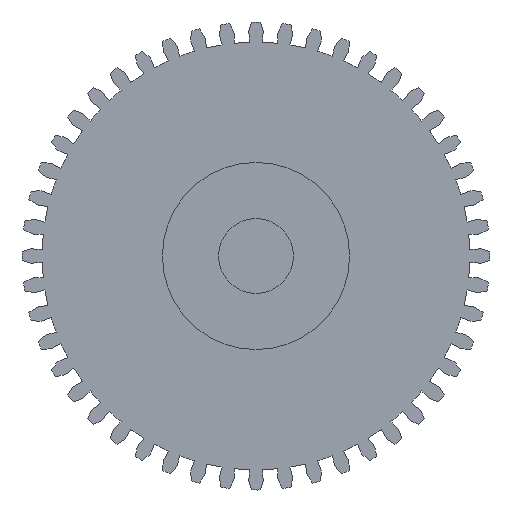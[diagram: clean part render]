
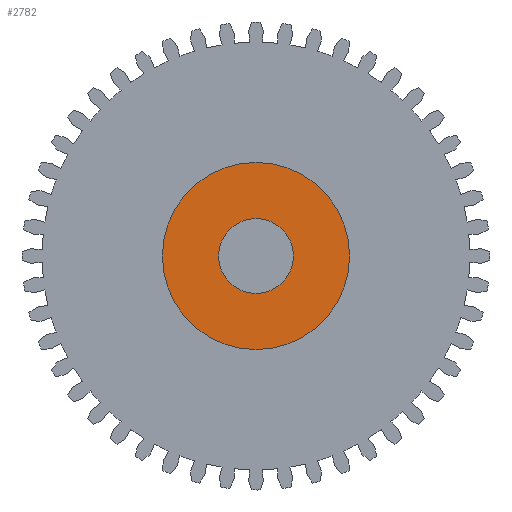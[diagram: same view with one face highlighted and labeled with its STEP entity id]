
A CAD part, front view. The second image highlights one B-rep face of the part: STEP entity #2782.
In plain terms, the highlighted planar face has unit normal (0, -1, 0).
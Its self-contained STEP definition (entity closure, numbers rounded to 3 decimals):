
#193 = CARTESIAN_POINT ( 'NONE',  ( 0., 2.388, 15.875 ) ) ;
#203 = VERTEX_POINT ( 'NONE', #193 ) ;
#210 = CARTESIAN_POINT ( 'NONE',  ( 0., 2.388, 0. ) ) ;
#468 = CARTESIAN_POINT ( 'NONE',  ( 0., 2.388, 0. ) ) ;
#715 = ORIENTED_EDGE ( 'NONE', *, *, #9866, .T. ) ;
#1047 = DIRECTION ( 'NONE',  ( 0., -1., 0. ) ) ;
#1231 = CIRCLE ( 'NONE', #9840, 15.875 ) ;
#1502 = AXIS2_PLACEMENT_3D ( 'NONE', #2322, #10201, #2174 ) ;
#1570 = CIRCLE ( 'NONE', #8504, 6.35 ) ;
#2174 = DIRECTION ( 'NONE',  ( 0., 0., 1. ) ) ;
#2308 = AXIS2_PLACEMENT_3D ( 'NONE', #8990, #4457, #2909 ) ;
#2322 = CARTESIAN_POINT ( 'NONE',  ( 15.875, 2.388, 0. ) ) ;
#2369 = PLANE ( 'NONE',  #1502 ) ;
#2488 = DIRECTION ( 'NONE',  ( 0., 0., -1. ) ) ;
#2782 = ADVANCED_FACE ( 'NONE', ( #7809, #10098 ), #2369, .F. ) ;
#2909 = DIRECTION ( 'NONE',  ( 0., 0., -1. ) ) ;
#2928 = CARTESIAN_POINT ( 'NONE',  ( 0., 2.388, -6.35 ) ) ;
#3555 = EDGE_CURVE ( 'NONE', #203, #9673, #8592, .T. ) ;
#3684 = DIRECTION ( 'NONE',  ( 0., 0., -1. ) ) ;
#4081 = DIRECTION ( 'NONE',  ( 0., 0., -1. ) ) ;
#4457 = DIRECTION ( 'NONE',  ( 0., -1., 0. ) ) ;
#4607 = CARTESIAN_POINT ( 'NONE',  ( 0., 2.388, -15.875 ) ) ;
#4960 = DIRECTION ( 'NONE',  ( 0., -1., 0. ) ) ;
#6067 = CIRCLE ( 'NONE', #8724, 6.35 ) ;
#6235 = ORIENTED_EDGE ( 'NONE', *, *, #3555, .T. ) ;
#6630 = VERTEX_POINT ( 'NONE', #2928 ) ;
#6834 = DIRECTION ( 'NONE',  ( 0., -1., 0. ) ) ;
#7809 = FACE_OUTER_BOUND ( 'NONE', #8456, .T. ) ;
#7877 = ORIENTED_EDGE ( 'NONE', *, *, #9803, .F. ) ;
#7982 = CARTESIAN_POINT ( 'NONE',  ( 0., 2.388, 0. ) ) ;
#8456 = EDGE_LOOP ( 'NONE', ( #715, #6235 ) ) ;
#8504 = AXIS2_PLACEMENT_3D ( 'NONE', #7982, #4960, #2488 ) ;
#8592 = CIRCLE ( 'NONE', #2308, 15.875 ) ;
#8724 = AXIS2_PLACEMENT_3D ( 'NONE', #468, #6834, #3684 ) ;
#8764 = EDGE_CURVE ( 'NONE', #6630, #9150, #6067, .T. ) ;
#8990 = CARTESIAN_POINT ( 'NONE',  ( 0., 2.388, 0. ) ) ;
#9138 = EDGE_LOOP ( 'NONE', ( #9960, #7877 ) ) ;
#9150 = VERTEX_POINT ( 'NONE', #9792 ) ;
#9673 = VERTEX_POINT ( 'NONE', #4607 ) ;
#9792 = CARTESIAN_POINT ( 'NONE',  ( 0., 2.388, 6.35 ) ) ;
#9803 = EDGE_CURVE ( 'NONE', #9150, #6630, #1570, .T. ) ;
#9840 = AXIS2_PLACEMENT_3D ( 'NONE', #210, #1047, #4081 ) ;
#9866 = EDGE_CURVE ( 'NONE', #9673, #203, #1231, .T. ) ;
#9960 = ORIENTED_EDGE ( 'NONE', *, *, #8764, .F. ) ;
#10098 = FACE_BOUND ( 'NONE', #9138, .T. ) ;
#10201 = DIRECTION ( 'NONE',  ( 0., 1., 0. ) ) ;
